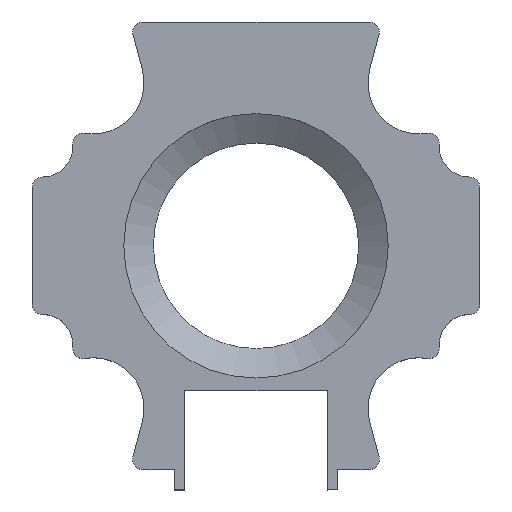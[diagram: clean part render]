
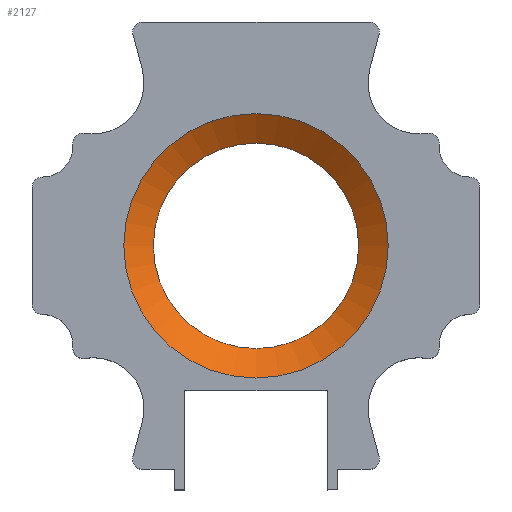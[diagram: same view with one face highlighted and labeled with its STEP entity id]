
A CAD part, top view. The second image highlights one B-rep face of the part: STEP entity #2127.
In plain terms, the highlighted conical face has half-angle 56.31 degrees and reference radius 6.5 mm.
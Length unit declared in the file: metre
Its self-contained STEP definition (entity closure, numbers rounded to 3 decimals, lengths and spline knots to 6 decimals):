
#12=CONICAL_SURFACE('',#2300,0.0065,0.983);
#1184=ORIENTED_EDGE('',*,*,#1477,.F.);
#1185=ORIENTED_EDGE('',*,*,#1187,.T.);
#1187=EDGE_CURVE('',#1479,#1479,#1675,.F.);
#1477=EDGE_CURVE('',#1673,#1673,#1717,.T.);
#1479=VERTEX_POINT('',#2876);
#1673=VERTEX_POINT('',#3474);
#1675=CIRCLE('',#2143,0.00505);
#1717=CIRCLE('',#2299,0.0065);
#1852=EDGE_LOOP('',(#1184));
#1853=EDGE_LOOP('',(#1185));
#1988=FACE_BOUND('',#1852,.T.);
#1989=FACE_BOUND('',#1853,.T.);
#2127=ADVANCED_FACE('',(#1988,#1989),#12,.F.);
#2143=AXIS2_PLACEMENT_3D('',#2875,#2307,#2308);
#2299=AXIS2_PLACEMENT_3D('',#3473,#2867,#2868);
#2300=AXIS2_PLACEMENT_3D('',#3475,#2869,#2870);
#2307=DIRECTION('',(0.,0.,1.));
#2308=DIRECTION('',(1.,0.,0.));
#2867=DIRECTION('',(0.,0.,-1.));
#2868=DIRECTION('',(-1.,0.,0.));
#2869=DIRECTION('',(0.,0.,1.));
#2870=DIRECTION('',(1.,0.,0.));
#2875=CARTESIAN_POINT('',(0.,0.,0.001933));
#2876=CARTESIAN_POINT('',(0.00505,0.,0.001933));
#3473=CARTESIAN_POINT('',(0.,0.,0.0029));
#3474=CARTESIAN_POINT('',(-0.0065,0.,0.0029));
#3475=CARTESIAN_POINT('',(0.,0.,0.0029));
